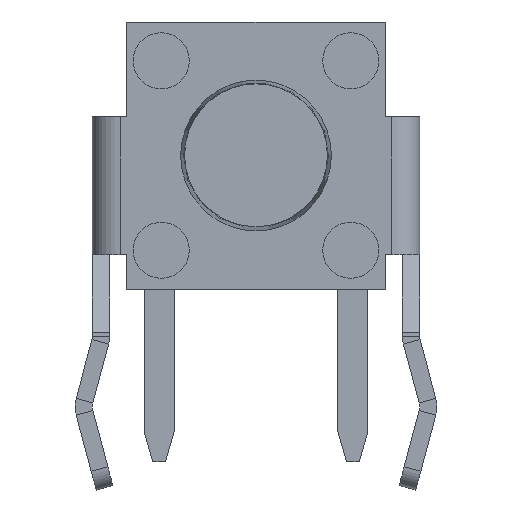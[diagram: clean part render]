
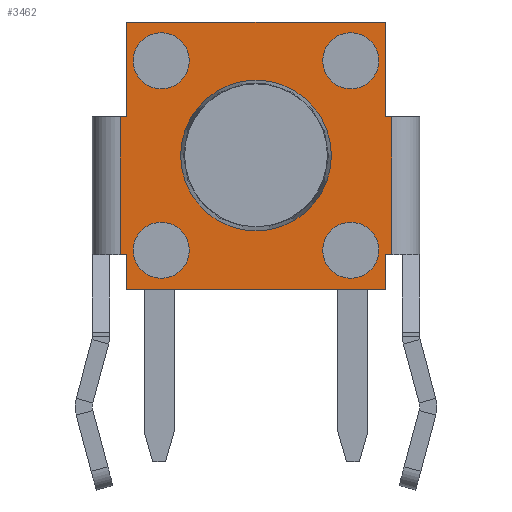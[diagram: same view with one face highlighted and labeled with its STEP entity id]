
A CAD part, top view. The second image highlights one B-rep face of the part: STEP entity #3462.
In plain terms, the highlighted planar face has unit normal (0, 0, 1).
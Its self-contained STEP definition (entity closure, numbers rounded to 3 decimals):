
#44=FACE_BOUND('',#544,.T.);
#45=FACE_BOUND('',#545,.T.);
#46=FACE_BOUND('',#546,.T.);
#47=FACE_BOUND('',#547,.T.);
#48=FACE_BOUND('',#548,.T.);
#143=PLANE('',#3764);
#338=FACE_OUTER_BOUND('',#543,.T.);
#543=EDGE_LOOP('',(#2825,#2826,#2827,#2828,#2829,#2830,#2831,#2832,#2833,
#2834,#2835,#2836));
#544=EDGE_LOOP('',(#2837));
#545=EDGE_LOOP('',(#2838));
#546=EDGE_LOOP('',(#2839));
#547=EDGE_LOOP('',(#2840));
#548=EDGE_LOOP('',(#2841));
#840=LINE('',#5378,#1256);
#847=LINE('',#5399,#1263);
#851=LINE('',#5414,#1267);
#854=LINE('',#5420,#1270);
#857=LINE('',#5426,#1273);
#858=LINE('',#5428,#1274);
#859=LINE('',#5430,#1275);
#860=LINE('',#5431,#1276);
#861=LINE('',#5433,#1277);
#862=LINE('',#5435,#1278);
#863=LINE('',#5437,#1279);
#864=LINE('',#5438,#1280);
#1256=VECTOR('',#4331,10.);
#1263=VECTOR('',#4358,10.);
#1267=VECTOR('',#4378,10.);
#1270=VECTOR('',#4383,10.);
#1273=VECTOR('',#4388,10.);
#1274=VECTOR('',#4389,10.);
#1275=VECTOR('',#4390,10.);
#1276=VECTOR('',#4391,10.);
#1277=VECTOR('',#4392,10.);
#1278=VECTOR('',#4393,10.);
#1279=VECTOR('',#4394,10.);
#1280=VECTOR('',#4395,10.);
#1545=CIRCLE('',#3765,0.65);
#1546=CIRCLE('',#3766,0.65);
#1547=CIRCLE('',#3767,0.65);
#1548=CIRCLE('',#3768,0.65);
#1549=CIRCLE('',#3769,1.75);
#1697=VERTEX_POINT('',#5375);
#1698=VERTEX_POINT('',#5377);
#1701=VERTEX_POINT('',#5396);
#1702=VERTEX_POINT('',#5398);
#1705=VERTEX_POINT('',#5413);
#1707=VERTEX_POINT('',#5419);
#1709=VERTEX_POINT('',#5425);
#1710=VERTEX_POINT('',#5427);
#1711=VERTEX_POINT('',#5429);
#1712=VERTEX_POINT('',#5432);
#1713=VERTEX_POINT('',#5434);
#1714=VERTEX_POINT('',#5436);
#1715=VERTEX_POINT('',#5439);
#1716=VERTEX_POINT('',#5441);
#1717=VERTEX_POINT('',#5443);
#1718=VERTEX_POINT('',#5445);
#1719=VERTEX_POINT('',#5447);
#2081=EDGE_CURVE('',#1698,#1697,#840,.T.);
#2092=EDGE_CURVE('',#1702,#1701,#847,.T.);
#2099=EDGE_CURVE('',#1705,#1698,#851,.T.);
#2102=EDGE_CURVE('',#1707,#1702,#854,.T.);
#2105=EDGE_CURVE('',#1697,#1709,#857,.T.);
#2106=EDGE_CURVE('',#1709,#1710,#858,.T.);
#2107=EDGE_CURVE('',#1710,#1711,#859,.T.);
#2108=EDGE_CURVE('',#1711,#1707,#860,.T.);
#2109=EDGE_CURVE('',#1701,#1712,#861,.T.);
#2110=EDGE_CURVE('',#1712,#1713,#862,.T.);
#2111=EDGE_CURVE('',#1713,#1714,#863,.T.);
#2112=EDGE_CURVE('',#1714,#1705,#864,.T.);
#2113=EDGE_CURVE('',#1715,#1715,#1545,.T.);
#2114=EDGE_CURVE('',#1716,#1716,#1546,.T.);
#2115=EDGE_CURVE('',#1717,#1717,#1547,.T.);
#2116=EDGE_CURVE('',#1718,#1718,#1548,.T.);
#2117=EDGE_CURVE('',#1719,#1719,#1549,.T.);
#2825=ORIENTED_EDGE('',*,*,#2081,.T.);
#2826=ORIENTED_EDGE('',*,*,#2105,.T.);
#2827=ORIENTED_EDGE('',*,*,#2106,.T.);
#2828=ORIENTED_EDGE('',*,*,#2107,.T.);
#2829=ORIENTED_EDGE('',*,*,#2108,.T.);
#2830=ORIENTED_EDGE('',*,*,#2102,.T.);
#2831=ORIENTED_EDGE('',*,*,#2092,.T.);
#2832=ORIENTED_EDGE('',*,*,#2109,.T.);
#2833=ORIENTED_EDGE('',*,*,#2110,.T.);
#2834=ORIENTED_EDGE('',*,*,#2111,.T.);
#2835=ORIENTED_EDGE('',*,*,#2112,.T.);
#2836=ORIENTED_EDGE('',*,*,#2099,.T.);
#2837=ORIENTED_EDGE('',*,*,#2113,.T.);
#2838=ORIENTED_EDGE('',*,*,#2114,.T.);
#2839=ORIENTED_EDGE('',*,*,#2115,.T.);
#2840=ORIENTED_EDGE('',*,*,#2116,.T.);
#2841=ORIENTED_EDGE('',*,*,#2117,.T.);
#3462=ADVANCED_FACE('',(#338,#44,#45,#46,#47,#48),#143,.T.);
#3764=AXIS2_PLACEMENT_3D('',#5424,#4386,#4387);
#3765=AXIS2_PLACEMENT_3D('',#5440,#4396,#4397);
#3766=AXIS2_PLACEMENT_3D('',#5442,#4398,#4399);
#3767=AXIS2_PLACEMENT_3D('',#5444,#4400,#4401);
#3768=AXIS2_PLACEMENT_3D('',#5446,#4402,#4403);
#3769=AXIS2_PLACEMENT_3D('',#5448,#4404,#4405);
#4331=DIRECTION('',(0.,-1.,0.));
#4358=DIRECTION('',(0.,1.,0.));
#4378=DIRECTION('',(-1.,0.,0.));
#4383=DIRECTION('',(1.,0.,0.));
#4386=DIRECTION('center_axis',(0.,0.,1.));
#4387=DIRECTION('ref_axis',(1.,0.,0.));
#4388=DIRECTION('',(1.,0.,0.));
#4389=DIRECTION('',(0.,-1.,0.));
#4390=DIRECTION('',(1.,0.,0.));
#4391=DIRECTION('',(0.,1.,0.));
#4392=DIRECTION('',(-1.,0.,0.));
#4393=DIRECTION('',(0.,1.,0.));
#4394=DIRECTION('',(-1.,0.,0.));
#4395=DIRECTION('',(0.,-1.,0.));
#4396=DIRECTION('center_axis',(0.,0.,-1.));
#4397=DIRECTION('ref_axis',(1.,0.,0.));
#4398=DIRECTION('center_axis',(0.,0.,-1.));
#4399=DIRECTION('ref_axis',(1.,0.,0.));
#4400=DIRECTION('center_axis',(0.,0.,-1.));
#4401=DIRECTION('ref_axis',(1.,0.,0.));
#4402=DIRECTION('center_axis',(0.,0.,-1.));
#4403=DIRECTION('ref_axis',(1.,0.,0.));
#4404=DIRECTION('center_axis',(0.,0.,-1.));
#4405=DIRECTION('ref_axis',(1.,0.,0.));
#5375=CARTESIAN_POINT('',(-3.15,-2.3,3.2));
#5377=CARTESIAN_POINT('',(-3.15,0.9,3.2));
#5378=CARTESIAN_POINT('',(-3.15,-1.15,3.2));
#5396=CARTESIAN_POINT('',(3.15,0.9,3.2));
#5398=CARTESIAN_POINT('',(3.15,-2.3,3.2));
#5399=CARTESIAN_POINT('',(3.15,0.45,3.2));
#5413=CARTESIAN_POINT('',(-3.,0.9,3.2));
#5414=CARTESIAN_POINT('',(-3.,0.9,3.2));
#5419=CARTESIAN_POINT('',(3.,-2.3,3.2));
#5420=CARTESIAN_POINT('',(3.4,-2.3,3.2));
#5424=CARTESIAN_POINT('Origin',(0.,0.,3.2));
#5425=CARTESIAN_POINT('',(-3.,-2.3,3.2));
#5426=CARTESIAN_POINT('',(-3.4,-2.3,3.2));
#5427=CARTESIAN_POINT('',(-3.,-3.1,3.2));
#5428=CARTESIAN_POINT('',(-3.,3.1,3.2));
#5429=CARTESIAN_POINT('',(3.,-3.1,3.2));
#5430=CARTESIAN_POINT('',(-3.,-3.1,3.2));
#5431=CARTESIAN_POINT('',(3.,3.1,3.2));
#5432=CARTESIAN_POINT('',(3.,0.9,3.2));
#5433=CARTESIAN_POINT('',(3.,0.9,3.2));
#5434=CARTESIAN_POINT('',(3.,3.1,3.2));
#5435=CARTESIAN_POINT('',(3.,3.1,3.2));
#5436=CARTESIAN_POINT('',(-3.,3.1,3.2));
#5437=CARTESIAN_POINT('',(3.,3.1,3.2));
#5438=CARTESIAN_POINT('',(-3.,3.1,3.2));
#5439=CARTESIAN_POINT('',(1.55,-2.2,3.2));
#5440=CARTESIAN_POINT('Origin',(2.2,-2.2,3.2));
#5441=CARTESIAN_POINT('',(-2.85,-2.2,3.2));
#5442=CARTESIAN_POINT('Origin',(-2.2,-2.2,3.2));
#5443=CARTESIAN_POINT('',(1.55,2.2,3.2));
#5444=CARTESIAN_POINT('Origin',(2.2,2.2,3.2));
#5445=CARTESIAN_POINT('',(-2.85,2.2,3.2));
#5446=CARTESIAN_POINT('Origin',(-2.2,2.2,3.2));
#5447=CARTESIAN_POINT('',(-1.75,0.,3.2));
#5448=CARTESIAN_POINT('Origin',(0.,0.,3.2));
